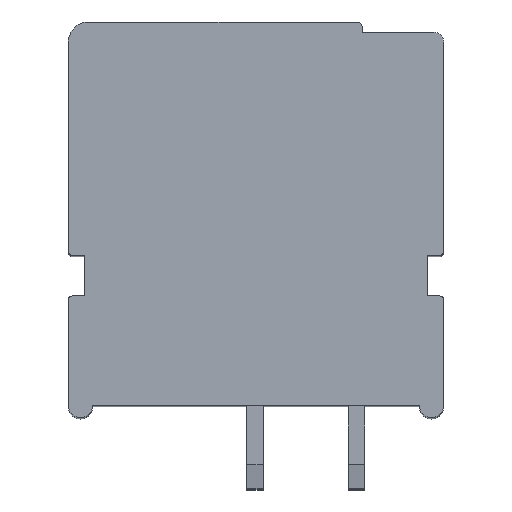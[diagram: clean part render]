
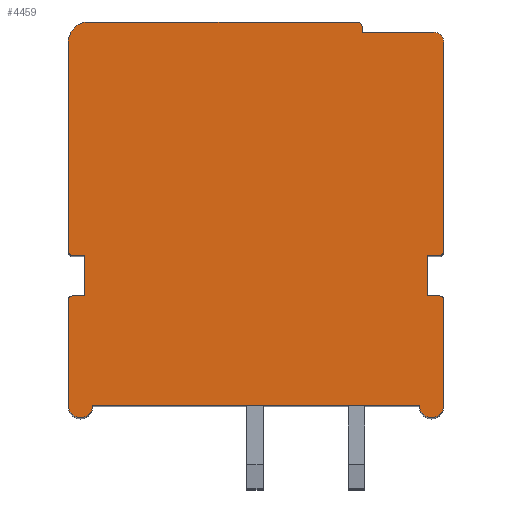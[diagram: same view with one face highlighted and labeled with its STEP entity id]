
A CAD part, top view. The second image highlights one B-rep face of the part: STEP entity #4459.
In plain terms, the highlighted planar face has unit normal (0, 0, 1).
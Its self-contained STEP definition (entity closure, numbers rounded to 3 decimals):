
#668=CARTESIAN_POINT('',(8.75,8.75,4.7));
#669=DIRECTION('',(0.,0.,1.));
#670=DIRECTION('',(1.,0.,0.));
#671=AXIS2_PLACEMENT_3D('',#668,#669,#670);
#673=DIRECTION('',(0.,1.,0.));
#674=VECTOR('',#673,10.3);
#675=CARTESIAN_POINT('',(9.25,-1.55,4.7));
#676=LINE('',#675,#674);
#677=CARTESIAN_POINT('',(9.05,-1.55,4.7));
#678=DIRECTION('',(0.,0.,1.));
#679=DIRECTION('',(0.,-1.,0.));
#680=AXIS2_PLACEMENT_3D('',#677,#678,#679);
#682=DIRECTION('',(1.,0.,0.));
#683=VECTOR('',#682,0.6);
#684=CARTESIAN_POINT('',(8.45,-1.75,4.7));
#685=LINE('',#684,#683);
#686=DIRECTION('',(0.,1.,0.));
#687=VECTOR('',#686,2.);
#688=CARTESIAN_POINT('',(8.45,-3.75,4.7));
#689=LINE('',#688,#687);
#690=DIRECTION('',(-1.,0.,0.));
#691=VECTOR('',#690,0.6);
#692=CARTESIAN_POINT('',(9.05,-3.75,4.7));
#693=LINE('',#692,#691);
#694=CARTESIAN_POINT('',(9.05,-3.95,4.7));
#695=DIRECTION('',(0.,0.,1.));
#696=DIRECTION('',(1.,0.,0.));
#697=AXIS2_PLACEMENT_3D('',#694,#695,#696);
#699=DIRECTION('',(0.,1.,0.));
#700=VECTOR('',#699,5.2);
#701=CARTESIAN_POINT('',(9.25,-9.15,4.7));
#702=LINE('',#701,#700);
#703=CARTESIAN_POINT('',(8.65,-9.15,4.7));
#704=DIRECTION('',(0.,0.,1.));
#705=DIRECTION('',(-1.,0.,0.));
#706=AXIS2_PLACEMENT_3D('',#703,#704,#705);
#708=DIRECTION('',(1.,0.,0.));
#709=VECTOR('',#708,16.1);
#710=CARTESIAN_POINT('',(-8.05,-9.15,4.7));
#711=LINE('',#710,#709);
#712=CARTESIAN_POINT('',(-8.65,-9.15,4.7));
#713=DIRECTION('',(0.,0.,1.));
#714=DIRECTION('',(-1.,0.,0.));
#715=AXIS2_PLACEMENT_3D('',#712,#713,#714);
#717=DIRECTION('',(0.,-1.,0.));
#718=VECTOR('',#717,5.2);
#719=CARTESIAN_POINT('',(-9.25,-3.95,4.7));
#720=LINE('',#719,#718);
#721=CARTESIAN_POINT('',(-9.05,-3.95,4.7));
#722=DIRECTION('',(0.,0.,1.));
#723=DIRECTION('',(0.,1.,0.));
#724=AXIS2_PLACEMENT_3D('',#721,#722,#723);
#726=DIRECTION('',(-1.,0.,0.));
#727=VECTOR('',#726,0.6);
#728=CARTESIAN_POINT('',(-8.45,-3.75,4.7));
#729=LINE('',#728,#727);
#730=DIRECTION('',(0.,-1.,0.));
#731=VECTOR('',#730,2.);
#732=CARTESIAN_POINT('',(-8.45,-1.75,4.7));
#733=LINE('',#732,#731);
#734=DIRECTION('',(1.,0.,0.));
#735=VECTOR('',#734,0.6);
#736=CARTESIAN_POINT('',(-9.05,-1.75,4.7));
#737=LINE('',#736,#735);
#738=CARTESIAN_POINT('',(-9.05,-1.55,4.7));
#739=DIRECTION('',(0.,0.,1.));
#740=DIRECTION('',(-1.,0.,0.));
#741=AXIS2_PLACEMENT_3D('',#738,#739,#740);
#743=DIRECTION('',(0.,-1.,0.));
#744=VECTOR('',#743,10.3);
#745=CARTESIAN_POINT('',(-9.25,8.75,4.7));
#746=LINE('',#745,#744);
#747=CARTESIAN_POINT('',(-8.25,8.75,4.7));
#748=DIRECTION('',(0.,0.,1.));
#749=DIRECTION('',(0.,1.,0.));
#750=AXIS2_PLACEMENT_3D('',#747,#748,#749);
#752=DIRECTION('',(-1.,0.,0.));
#753=VECTOR('',#752,13.2);
#754=CARTESIAN_POINT('',(4.95,9.75,4.7));
#755=LINE('',#754,#753);
#756=CARTESIAN_POINT('',(4.95,9.45,4.7));
#757=DIRECTION('',(0.,0.,1.));
#758=DIRECTION('',(1.,0.,0.));
#759=AXIS2_PLACEMENT_3D('',#756,#757,#758);
#761=DIRECTION('',(0.,1.,0.));
#762=VECTOR('',#761,0.2);
#763=CARTESIAN_POINT('',(5.25,9.25,4.7));
#764=LINE('',#763,#762);
#765=DIRECTION('',(-1.,0.,0.));
#766=VECTOR('',#765,3.5);
#767=CARTESIAN_POINT('',(8.75,9.25,4.7));
#768=LINE('',#767,#766);
#2873=CARTESIAN_POINT('',(9.25,8.75,4.7));
#2874=CARTESIAN_POINT('',(8.75,9.25,4.7));
#2875=VERTEX_POINT('',#2873);
#2876=VERTEX_POINT('',#2874);
#2877=CARTESIAN_POINT('',(5.25,9.25,4.7));
#2878=VERTEX_POINT('',#2877);
#2879=CARTESIAN_POINT('',(5.25,9.45,4.7));
#2880=VERTEX_POINT('',#2879);
#2881=CARTESIAN_POINT('',(4.95,9.75,4.7));
#2882=VERTEX_POINT('',#2881);
#2883=CARTESIAN_POINT('',(-8.25,9.75,4.7));
#2884=VERTEX_POINT('',#2883);
#2885=CARTESIAN_POINT('',(-9.25,8.75,4.7));
#2886=VERTEX_POINT('',#2885);
#2887=CARTESIAN_POINT('',(-9.25,-1.55,4.7));
#2888=VERTEX_POINT('',#2887);
#2889=CARTESIAN_POINT('',(-9.05,-1.75,4.7));
#2890=VERTEX_POINT('',#2889);
#2891=CARTESIAN_POINT('',(-8.45,-1.75,4.7));
#2892=VERTEX_POINT('',#2891);
#2893=CARTESIAN_POINT('',(-8.45,-3.75,4.7));
#2894=VERTEX_POINT('',#2893);
#2895=CARTESIAN_POINT('',(-9.05,-3.75,4.7));
#2896=VERTEX_POINT('',#2895);
#2897=CARTESIAN_POINT('',(-9.25,-3.95,4.7));
#2898=VERTEX_POINT('',#2897);
#2899=CARTESIAN_POINT('',(-9.25,-9.15,4.7));
#2900=VERTEX_POINT('',#2899);
#2901=CARTESIAN_POINT('',(-8.05,-9.15,4.7));
#2902=VERTEX_POINT('',#2901);
#2903=CARTESIAN_POINT('',(8.05,-9.15,4.7));
#2904=VERTEX_POINT('',#2903);
#2905=CARTESIAN_POINT('',(9.25,-9.15,4.7));
#2906=VERTEX_POINT('',#2905);
#2907=CARTESIAN_POINT('',(9.25,-3.95,4.7));
#2908=VERTEX_POINT('',#2907);
#2909=CARTESIAN_POINT('',(9.05,-3.75,4.7));
#2910=VERTEX_POINT('',#2909);
#2911=CARTESIAN_POINT('',(8.45,-3.75,4.7));
#2912=VERTEX_POINT('',#2911);
#2913=CARTESIAN_POINT('',(8.45,-1.75,4.7));
#2914=VERTEX_POINT('',#2913);
#2915=CARTESIAN_POINT('',(9.05,-1.75,4.7));
#2916=VERTEX_POINT('',#2915);
#2917=CARTESIAN_POINT('',(9.25,-1.55,4.7));
#2918=VERTEX_POINT('',#2917);
#4429=CARTESIAN_POINT('',(0.,0.,4.7));
#4430=DIRECTION('',(0.,0.,1.));
#4431=DIRECTION('',(1.,0.,0.));
#4432=AXIS2_PLACEMENT_3D('',#4429,#4430,#4431);
#4433=PLANE('',#4432);
#4434=ORIENTED_EDGE('',*,*,#3793,.F.);
#4435=ORIENTED_EDGE('',*,*,#3808,.F.);
#4436=ORIENTED_EDGE('',*,*,#3822,.F.);
#4437=ORIENTED_EDGE('',*,*,#3836,.F.);
#4438=ORIENTED_EDGE('',*,*,#3850,.F.);
#4439=ORIENTED_EDGE('',*,*,#3864,.F.);
#4440=ORIENTED_EDGE('',*,*,#3878,.F.);
#4441=ORIENTED_EDGE('',*,*,#3892,.F.);
#4442=ORIENTED_EDGE('',*,*,#3906,.F.);
#4443=ORIENTED_EDGE('',*,*,#3920,.F.);
#4444=ORIENTED_EDGE('',*,*,#4074,.F.);
#4445=ORIENTED_EDGE('',*,*,#4088,.F.);
#4446=ORIENTED_EDGE('',*,*,#4102,.F.);
#4447=ORIENTED_EDGE('',*,*,#4116,.F.);
#4448=ORIENTED_EDGE('',*,*,#4130,.F.);
#4449=ORIENTED_EDGE('',*,*,#4144,.F.);
#4450=ORIENTED_EDGE('',*,*,#4158,.F.);
#4451=ORIENTED_EDGE('',*,*,#4172,.F.);
#4452=ORIENTED_EDGE('',*,*,#4186,.F.);
#4453=ORIENTED_EDGE('',*,*,#4200,.F.);
#4454=ORIENTED_EDGE('',*,*,#4326,.F.);
#4455=ORIENTED_EDGE('',*,*,#4340,.F.);
#4456=ORIENTED_EDGE('',*,*,#4353,.F.);
#4457=EDGE_LOOP('',(#4434,#4435,#4436,#4437,#4438,#4439,#4440,#4441,#4442,#4443,
#4444,#4445,#4446,#4447,#4448,#4449,#4450,#4451,#4452,#4453,#4454,#4455,#4456));
#4458=FACE_OUTER_BOUND('',#4457,.F.);
#672=CIRCLE('',#671,0.5);
#681=CIRCLE('',#680,0.2);
#698=CIRCLE('',#697,0.2);
#707=CIRCLE('',#706,0.6);
#716=CIRCLE('',#715,0.6);
#725=CIRCLE('',#724,0.2);
#742=CIRCLE('',#741,0.2);
#751=CIRCLE('',#750,1.);
#760=CIRCLE('',#759,0.3);
#3793=EDGE_CURVE('',#2875,#2876,#672,.T.);
#3808=EDGE_CURVE('',#2918,#2875,#676,.T.);
#3822=EDGE_CURVE('',#2916,#2918,#681,.T.);
#3836=EDGE_CURVE('',#2914,#2916,#685,.T.);
#3850=EDGE_CURVE('',#2912,#2914,#689,.T.);
#3864=EDGE_CURVE('',#2910,#2912,#693,.T.);
#3878=EDGE_CURVE('',#2908,#2910,#698,.T.);
#3892=EDGE_CURVE('',#2906,#2908,#702,.T.);
#3906=EDGE_CURVE('',#2904,#2906,#707,.T.);
#3920=EDGE_CURVE('',#2902,#2904,#711,.T.);
#4074=EDGE_CURVE('',#2900,#2902,#716,.T.);
#4088=EDGE_CURVE('',#2898,#2900,#720,.T.);
#4102=EDGE_CURVE('',#2896,#2898,#725,.T.);
#4116=EDGE_CURVE('',#2894,#2896,#729,.T.);
#4130=EDGE_CURVE('',#2892,#2894,#733,.T.);
#4144=EDGE_CURVE('',#2890,#2892,#737,.T.);
#4158=EDGE_CURVE('',#2888,#2890,#742,.T.);
#4172=EDGE_CURVE('',#2886,#2888,#746,.T.);
#4186=EDGE_CURVE('',#2884,#2886,#751,.T.);
#4200=EDGE_CURVE('',#2882,#2884,#755,.T.);
#4326=EDGE_CURVE('',#2880,#2882,#760,.T.);
#4340=EDGE_CURVE('',#2878,#2880,#764,.T.);
#4353=EDGE_CURVE('',#2876,#2878,#768,.T.);
#4459=ADVANCED_FACE('',(#4458),#4433,.T.);
